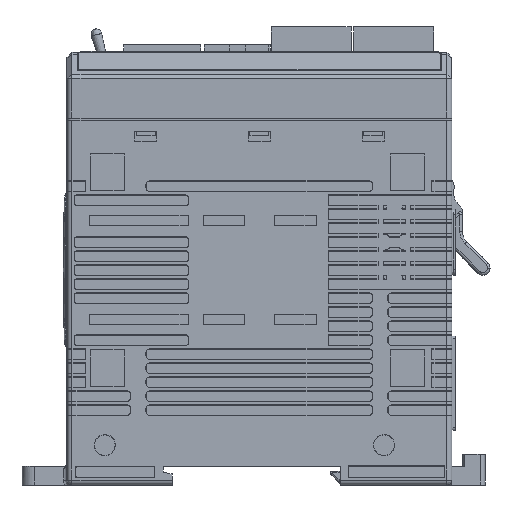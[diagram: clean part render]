
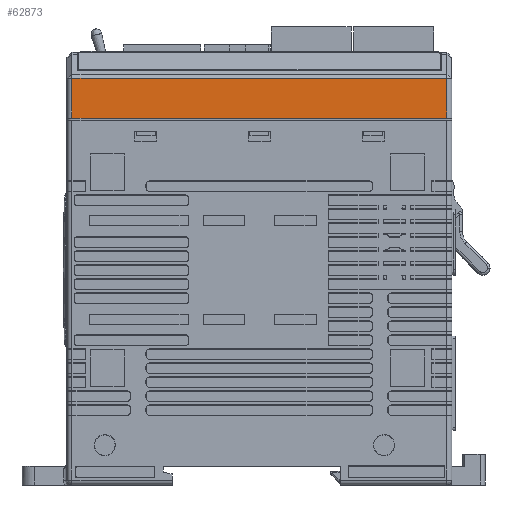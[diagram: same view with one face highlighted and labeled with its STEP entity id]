
A CAD part, left-side view. The second image highlights one B-rep face of the part: STEP entity #62873.
In plain terms, the highlighted planar face has unit normal (-1, 0, 0).
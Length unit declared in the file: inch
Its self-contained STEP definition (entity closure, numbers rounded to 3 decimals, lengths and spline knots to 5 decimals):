
#5332 = CARTESIAN_POINT ( 'NONE',  ( -1.14711, 1.5549, 2.74295 ) ) ;
#9829 = CARTESIAN_POINT ( 'NONE',  ( -1.14711, 1.5549, -1.04757 ) ) ;
#14266 = DIRECTION ( 'NONE',  ( 0., 0., 1. ) ) ;
#15932 = CARTESIAN_POINT ( 'NONE',  ( -1.14711, -1.39786, 3.05734 ) ) ;
#18760 = VERTEX_POINT ( 'NONE', #92373 ) ;
#26428 = LINE ( 'NONE', #9829, #118224 ) ;
#29158 = AXIS2_PLACEMENT_3D ( 'NONE', #87490, #67697, #38313 ) ;
#32997 = CARTESIAN_POINT ( 'NONE',  ( -1.14711, -0.14784, 3.05734 ) ) ;
#35209 = VERTEX_POINT ( 'NONE', #15932 ) ;
#38313 = DIRECTION ( 'NONE',  ( 0., 0., 1. ) ) ;
#47047 = EDGE_CURVE ( 'NONE', #68399, #78721, #59172, .T. ) ;
#50844 = EDGE_CURVE ( 'NONE', #35209, #18760, #120461, .T. ) ;
#54409 = ORIENTED_EDGE ( 'NONE', *, *, #56776, .T. ) ;
#56776 = EDGE_CURVE ( 'NONE', #18760, #68399, #26428, .T. ) ;
#59172 = LINE ( 'NONE', #125587, #86898 ) ;
#62873 = ADVANCED_FACE ( 'NONE', ( #118081 ), #69579, .T. ) ;
#67697 = DIRECTION ( 'NONE',  ( -1., 0., 0. ) ) ;
#68399 = VERTEX_POINT ( 'NONE', #5332 ) ;
#68560 = CARTESIAN_POINT ( 'NONE',  ( -1.14711, -1.39786, 2.74295 ) ) ;
#69157 = EDGE_LOOP ( 'NONE', ( #122881, #97302, #54409, #109467 ) ) ;
#69579 = PLANE ( 'NONE',  #29158 ) ;
#70070 = DIRECTION ( 'NONE',  ( 0., 1., 0. ) ) ;
#78721 = VERTEX_POINT ( 'NONE', #68560 ) ;
#86898 = VECTOR ( 'NONE', #98124, 39.37008 ) ;
#87490 = CARTESIAN_POINT ( 'NONE',  ( -1.14711, -0.14784, -1.04757 ) ) ;
#91391 = VECTOR ( 'NONE', #14266, 39.37008 ) ;
#92046 = EDGE_CURVE ( 'NONE', #78721, #35209, #101736, .T. ) ;
#92373 = CARTESIAN_POINT ( 'NONE',  ( -1.14711, 1.5549, 3.05734 ) ) ;
#97302 = ORIENTED_EDGE ( 'NONE', *, *, #50844, .T. ) ;
#97312 = DIRECTION ( 'NONE',  ( 0., 0., -1. ) ) ;
#98124 = DIRECTION ( 'NONE',  ( 0., -1., 0. ) ) ;
#101736 = LINE ( 'NONE', #119643, #91391 ) ;
#109467 = ORIENTED_EDGE ( 'NONE', *, *, #47047, .T. ) ;
#118081 = FACE_OUTER_BOUND ( 'NONE', #69157, .T. ) ;
#118224 = VECTOR ( 'NONE', #97312, 39.37008 ) ;
#119643 = CARTESIAN_POINT ( 'NONE',  ( -1.14711, -1.39786, -1.04757 ) ) ;
#119860 = VECTOR ( 'NONE', #70070, 39.37008 ) ;
#120461 = LINE ( 'NONE', #32997, #119860 ) ;
#122881 = ORIENTED_EDGE ( 'NONE', *, *, #92046, .T. ) ;
#125587 = CARTESIAN_POINT ( 'NONE',  ( -1.14711, -0.14784, 2.74295 ) ) ;
